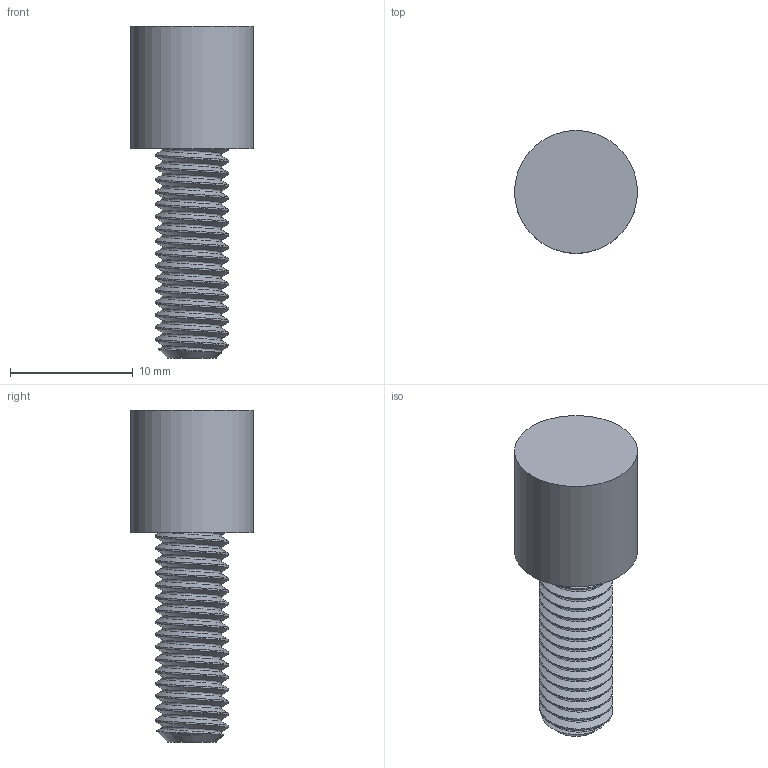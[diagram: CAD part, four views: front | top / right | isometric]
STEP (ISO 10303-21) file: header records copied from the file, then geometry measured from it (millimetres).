
FILE_DESCRIPTION(('FreeCAD Model'),'2;1');
FILE_NAME('Open CASCADE Shape Model','2024-05-10T08:30:58',('Author'),( ''),'Open CASCADE STEP processor 7.6','FreeCAD','Unknown');
FILE_SCHEMA(('AUTOMOTIVE_DESIGN { 1 0 10303 214 1 1 1 1 }'));
Length unit declared in the file: millimetre
Products named in the file (3): Test-Shaft; Body071; M6x18LH-ThreadedRod
Assembly tree (2 placements, depth 2):
  Test-Shaft
    Body071
    M6x18LH-ThreadedRod
Bounding box: 10 x 10 x 27 mm (x, y, z)
Volume: 1138.5 mm3; surface area: 1074.3 mm2
Topology: 2 solids, 2 shells, 85 faces, 167 edges, 87 vertices
Faces by surface type: bspline 55, cylinder 20, plane 5, cone 5
Full cylindrical faces by diameter (mm): 6 x16, 9.8 x1, 10 x1
Entity records: 7236 total; most frequent: CARTESIAN_POINT 5948, ORIENTED_EDGE 334, EDGE_CURVE 167, DIRECTION 112, B_SPLINE_CURVE_WITH_KNOTS 96, VERTEX_POINT 87, FACE_BOUND 86, EDGE_LOOP 86
